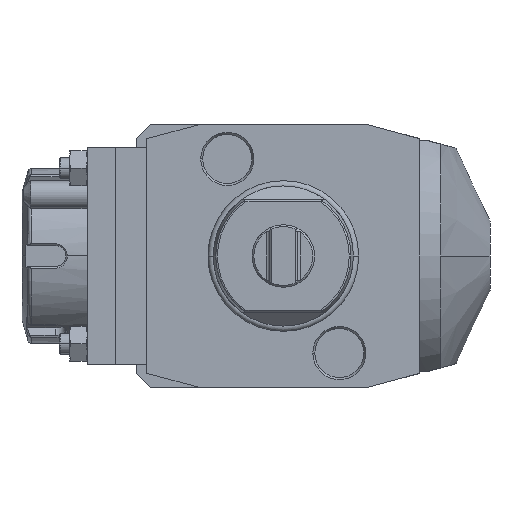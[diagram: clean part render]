
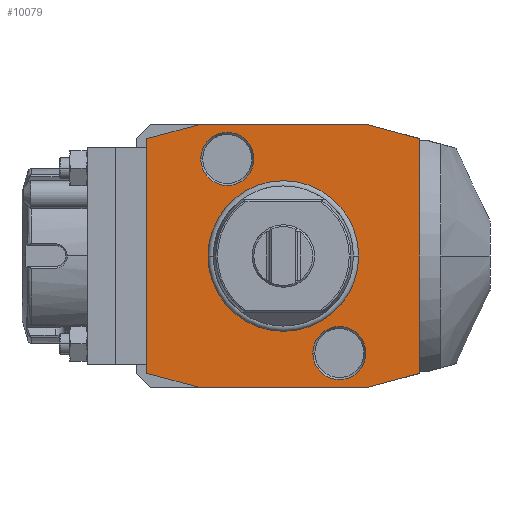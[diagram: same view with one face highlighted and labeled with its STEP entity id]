
A CAD part, front view. The second image highlights one B-rep face of the part: STEP entity #10079.
In plain terms, the highlighted planar face has unit normal (0, -1, 0).
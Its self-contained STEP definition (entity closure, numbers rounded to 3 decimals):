
#1=DIRECTION('',(-0.966,0.,0.259));
#2=VECTOR('',#1,15.529);
#3=CARTESIAN_POINT('',(39.,0.,33.481));
#4=LINE('',#3,#2);
#5=DIRECTION('',(0.,0.,1.));
#6=VECTOR('',#5,66.962);
#7=CARTESIAN_POINT('',(39.,0.,-33.481));
#8=LINE('',#7,#6);
#9=DIRECTION('',(0.966,0.,0.259));
#10=VECTOR('',#9,15.529);
#11=CARTESIAN_POINT('',(24.,0.,-37.5));
#12=LINE('',#11,#10);
#13=DIRECTION('',(1.,0.,0.));
#14=VECTOR('',#13,48.);
#15=CARTESIAN_POINT('',(-24.,0.,-37.5));
#16=LINE('',#15,#14);
#17=DIRECTION('',(0.966,0.,-0.259));
#18=VECTOR('',#17,15.529);
#19=CARTESIAN_POINT('',(-39.,0.,-33.481));
#20=LINE('',#19,#18);
#21=DIRECTION('',(0.,0.,-1.));
#22=VECTOR('',#21,66.962);
#23=CARTESIAN_POINT('',(-39.,0.,33.481));
#24=LINE('',#23,#22);
#25=DIRECTION('',(-0.966,0.,-0.259));
#26=VECTOR('',#25,15.529);
#27=CARTESIAN_POINT('',(-24.,0.,37.5));
#28=LINE('',#27,#26);
#29=DIRECTION('',(-1.,0.,0.));
#30=VECTOR('',#29,48.);
#31=CARTESIAN_POINT('',(24.,0.,37.5));
#32=LINE('',#31,#30);
#33=CARTESIAN_POINT('',(-16.,0.,27.713));
#34=DIRECTION('',(0.,1.,0.));
#35=DIRECTION('',(1.,0.,0.));
#36=AXIS2_PLACEMENT_3D('',#33,#34,#35);
#38=CARTESIAN_POINT('',(-16.,0.,27.713));
#39=DIRECTION('',(0.,1.,0.));
#40=DIRECTION('',(-1.,0.,0.));
#41=AXIS2_PLACEMENT_3D('',#38,#39,#40);
#43=CARTESIAN_POINT('',(16.,0.,-27.713));
#44=DIRECTION('',(0.,1.,0.));
#45=DIRECTION('',(1.,0.,0.));
#46=AXIS2_PLACEMENT_3D('',#43,#44,#45);
#48=CARTESIAN_POINT('',(16.,0.,-27.713));
#49=DIRECTION('',(0.,1.,0.));
#50=DIRECTION('',(-1.,0.,0.));
#51=AXIS2_PLACEMENT_3D('',#48,#49,#50);
#6475=CARTESIAN_POINT('',(0.,0.,0.));
#6476=DIRECTION('',(0.,-1.,0.));
#6477=DIRECTION('',(1.,0.,0.));
#6478=AXIS2_PLACEMENT_3D('',#6475,#6476,#6477);
#6480=CARTESIAN_POINT('',(0.,0.,0.));
#6481=DIRECTION('',(0.,-1.,0.));
#6482=DIRECTION('',(-1.,0.,0.));
#6483=AXIS2_PLACEMENT_3D('',#6480,#6481,#6482);
#9017=CARTESIAN_POINT('',(-8.423,0.,
27.713));
#9018=CARTESIAN_POINT('',(-23.577,0.,
27.713));
#9019=VERTEX_POINT('',#9017);
#9020=VERTEX_POINT('',#9018);
#9149=CARTESIAN_POINT('',(23.577,0.,
-27.713));
#9150=CARTESIAN_POINT('',(8.423,0.,
-27.713));
#9151=VERTEX_POINT('',#9149);
#9152=VERTEX_POINT('',#9150);
#9870=CARTESIAN_POINT('',(39.,0.,33.481));
#9871=CARTESIAN_POINT('',(24.,0.,37.5));
#9872=VERTEX_POINT('',#9870);
#9873=VERTEX_POINT('',#9871);
#9874=CARTESIAN_POINT('',(-24.,0.,37.5));
#9875=VERTEX_POINT('',#9874);
#9876=CARTESIAN_POINT('',(-39.,0.,33.481));
#9877=VERTEX_POINT('',#9876);
#9878=CARTESIAN_POINT('',(-39.,0.,-33.481));
#9879=VERTEX_POINT('',#9878);
#9880=CARTESIAN_POINT('',(-24.,0.,-37.5));
#9881=VERTEX_POINT('',#9880);
#9882=CARTESIAN_POINT('',(24.,0.,-37.5));
#9883=VERTEX_POINT('',#9882);
#9884=CARTESIAN_POINT('',(39.,0.,-33.481));
#9885=VERTEX_POINT('',#9884);
#9922=CARTESIAN_POINT('',(21.137,0.,0.));
#9923=CARTESIAN_POINT('',(-21.137,0.,0.));
#9924=VERTEX_POINT('',#9922);
#9925=VERTEX_POINT('',#9923);
#10038=CARTESIAN_POINT('',(0.,0.,0.));
#10039=DIRECTION('',(0.,-1.,0.));
#10040=DIRECTION('',(-1.,0.,0.));
#10041=AXIS2_PLACEMENT_3D('',#10038,#10039,#10040);
#10042=PLANE('',#10041);
#10044=ORIENTED_EDGE('',*,*,#10043,.F.);
#10046=ORIENTED_EDGE('',*,*,#10045,.F.);
#10048=ORIENTED_EDGE('',*,*,#10047,.F.);
#10050=ORIENTED_EDGE('',*,*,#10049,.F.);
#10052=ORIENTED_EDGE('',*,*,#10051,.F.);
#10054=ORIENTED_EDGE('',*,*,#10053,.F.);
#10056=ORIENTED_EDGE('',*,*,#10055,.F.);
#10058=ORIENTED_EDGE('',*,*,#10057,.F.);
#10059=EDGE_LOOP('',(#10044,#10046,#10048,#10050,#10052,#10054,#10056,#10058));
#10060=FACE_OUTER_BOUND('',#10059,.F.);
#10062=ORIENTED_EDGE('',*,*,#10061,.T.);
#10064=ORIENTED_EDGE('',*,*,#10063,.T.);
#10065=EDGE_LOOP('',(#10062,#10064));
#10066=FACE_BOUND('',#10065,.F.);
#10068=ORIENTED_EDGE('',*,*,#10067,.F.);
#10070=ORIENTED_EDGE('',*,*,#10069,.F.);
#10071=EDGE_LOOP('',(#10068,#10070));
#10072=FACE_BOUND('',#10071,.F.);
#10074=ORIENTED_EDGE('',*,*,#10073,.F.);
#10076=ORIENTED_EDGE('',*,*,#10075,.F.);
#10077=EDGE_LOOP('',(#10074,#10076));
#10078=FACE_BOUND('',#10077,.F.);
#37=CIRCLE('',#36,7.577);
#42=CIRCLE('',#41,7.577);
#47=CIRCLE('',#46,7.577);
#52=CIRCLE('',#51,7.577);
#6479=CIRCLE('',#6478,21.137);
#6484=CIRCLE('',#6483,21.137);
#10043=EDGE_CURVE('',#9872,#9873,#4,.T.);
#10045=EDGE_CURVE('',#9885,#9872,#8,.T.);
#10047=EDGE_CURVE('',#9883,#9885,#12,.T.);
#10049=EDGE_CURVE('',#9881,#9883,#16,.T.);
#10051=EDGE_CURVE('',#9879,#9881,#20,.T.);
#10053=EDGE_CURVE('',#9877,#9879,#24,.T.);
#10055=EDGE_CURVE('',#9875,#9877,#28,.T.);
#10057=EDGE_CURVE('',#9873,#9875,#32,.T.);
#10061=EDGE_CURVE('',#9924,#9925,#6479,.T.);
#10063=EDGE_CURVE('',#9925,#9924,#6484,.T.);
#10067=EDGE_CURVE('',#9019,#9020,#37,.T.);
#10069=EDGE_CURVE('',#9020,#9019,#42,.T.);
#10073=EDGE_CURVE('',#9151,#9152,#47,.T.);
#10075=EDGE_CURVE('',#9152,#9151,#52,.T.);
#10079=ADVANCED_FACE('',(#10060,#10066,#10072,#10078),#10042,.T.);
